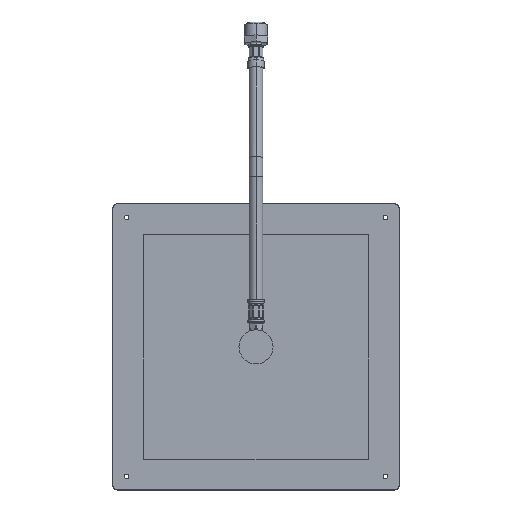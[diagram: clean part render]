
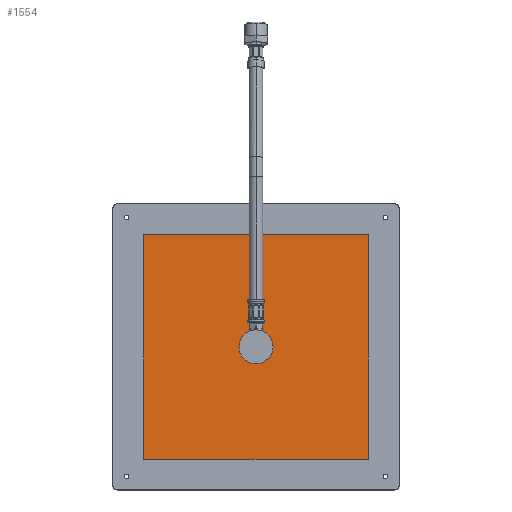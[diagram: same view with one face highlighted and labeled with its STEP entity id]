
A CAD part, top view. The second image highlights one B-rep face of the part: STEP entity #1554.
In plain terms, the highlighted free-form (B-spline) face has degree [1, 1] with [2, 2] control points.
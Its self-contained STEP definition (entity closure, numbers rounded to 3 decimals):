
#470=B_SPLINE_SURFACE_WITH_KNOTS('',1,1,((#39584,#39585),(#39586,#39587)),
 .UNSPECIFIED.,.F.,.F.,.F.,(2,2),(2,2),(0.,4.5),(-660.,-495.),
 .UNSPECIFIED.);
#471=B_SPLINE_SURFACE_WITH_KNOTS('',1,1,((#39588,#39589),(#39590,#39591)),
 .UNSPECIFIED.,.F.,.F.,.F.,(2,2),(2,2),(0.,165.),(0.,165.),
 .UNSPECIFIED.);
#472=B_SPLINE_SURFACE_WITH_KNOTS('',1,1,((#39592,#39593),(#39594,#39595)),
 .UNSPECIFIED.,.F.,.F.,.F.,(2,2),(2,2),(0.,4.5),(-495.,-330.),
 .UNSPECIFIED.);
#473=B_SPLINE_SURFACE_WITH_KNOTS('',1,1,((#39596,#39597),(#39598,#39599)),
 .UNSPECIFIED.,.F.,.F.,.F.,(2,2),(2,2),(0.,4.5),(-330.,-165.),
 .UNSPECIFIED.);
#474=B_SPLINE_SURFACE_WITH_KNOTS('',1,1,((#39600,#39601),(#39602,#39603)),
 .UNSPECIFIED.,.F.,.F.,.F.,(2,2),(2,2),(0.,4.5),(-165.,0.),
 .UNSPECIFIED.);
#1554=ADVANCED_FACE('',(#2107),#471,.T.);
#2107=FACE_OUTER_BOUND('',#2681,.T.);
#2681=EDGE_LOOP('',(#4331,#4332,#4333,#4334));
#4331=ORIENTED_EDGE('',*,*,#13348,.T.);
#4332=ORIENTED_EDGE('',*,*,#13349,.T.);
#4333=ORIENTED_EDGE('',*,*,#13350,.T.);
#4334=ORIENTED_EDGE('',*,*,#13346,.F.);
#7425=PCURVE('',#470,#9593);
#7427=PCURVE('',#471,#9595);
#7428=PCURVE('',#471,#9596);
#7429=PCURVE('',#471,#9597);
#7430=PCURVE('',#471,#9598);
#7433=PCURVE('',#472,#9601);
#7437=PCURVE('',#473,#9605);
#7440=PCURVE('',#474,#9608);
#9593=DEFINITIONAL_REPRESENTATION('',(#15767),#148218);
#9595=DEFINITIONAL_REPRESENTATION('',(#15771),#148218);
#9596=DEFINITIONAL_REPRESENTATION('',(#15773),#148218);
#9597=DEFINITIONAL_REPRESENTATION('',(#15775),#148218);
#9598=DEFINITIONAL_REPRESENTATION('',(#15776),#148218);
#9601=DEFINITIONAL_REPRESENTATION('',(#15779),#148218);
#9605=DEFINITIONAL_REPRESENTATION('',(#15784),#148218);
#9608=DEFINITIONAL_REPRESENTATION('',(#15788),#148218);
#11721=SURFACE_CURVE('',#15766,(#7425,#7430),.PCURVE_S1.);
#11723=SURFACE_CURVE('',#15770,(#7427,#7440),.PCURVE_S1.);
#11724=SURFACE_CURVE('',#15772,(#7428,#7437),.PCURVE_S1.);
#11725=SURFACE_CURVE('',#15774,(#7429,#7433),.PCURVE_S1.);
#13346=EDGE_CURVE('',#17819,#17823,#11721,.T.);
#13348=EDGE_CURVE('',#17819,#17825,#11723,.T.);
#13349=EDGE_CURVE('',#17825,#17824,#11724,.T.);
#13350=EDGE_CURVE('',#17824,#17823,#11725,.T.);
#15766=B_SPLINE_CURVE_WITH_KNOTS('',1,(#39634,#39635),.UNSPECIFIED.,.F.,
 .F.,(2,2),(-660.,-495.),.UNSPECIFIED.);
#15767=B_SPLINE_CURVE_WITH_KNOTS('',1,(#39636,#39637),.UNSPECIFIED.,.F.,
 .F.,(2,2),(-660.,-495.),.UNSPECIFIED.);
#15770=B_SPLINE_CURVE_WITH_KNOTS('',1,(#39642,#39643),.UNSPECIFIED.,.F.,
 .F.,(2,2),(0.,165.),.UNSPECIFIED.);
#15771=B_SPLINE_CURVE_WITH_KNOTS('',1,(#39644,#39645),.UNSPECIFIED.,.F.,
 .F.,(2,2),(0.,165.),.UNSPECIFIED.);
#15772=B_SPLINE_CURVE_WITH_KNOTS('',1,(#39646,#39647),.UNSPECIFIED.,.F.,
 .F.,(2,2),(165.,330.),.UNSPECIFIED.);
#15773=B_SPLINE_CURVE_WITH_KNOTS('',1,(#39648,#39649),.UNSPECIFIED.,.F.,
 .F.,(2,2),(165.,330.),.UNSPECIFIED.);
#15774=B_SPLINE_CURVE_WITH_KNOTS('',1,(#39650,#39651),.UNSPECIFIED.,.F.,
 .F.,(2,2),(330.,495.),.UNSPECIFIED.);
#15775=B_SPLINE_CURVE_WITH_KNOTS('',1,(#39652,#39653),.UNSPECIFIED.,.F.,
 .F.,(2,2),(330.,495.),.UNSPECIFIED.);
#15776=B_SPLINE_CURVE_WITH_KNOTS('',1,(#39654,#39655),.UNSPECIFIED.,.F.,
 .F.,(2,2),(-660.,-495.),.UNSPECIFIED.);
#15779=B_SPLINE_CURVE_WITH_KNOTS('',1,(#39660,#39661),.UNSPECIFIED.,.F.,
 .F.,(2,2),(330.,495.),.UNSPECIFIED.);
#15784=B_SPLINE_CURVE_WITH_KNOTS('',1,(#39670,#39671),.UNSPECIFIED.,.F.,
 .F.,(2,2),(165.,330.),.UNSPECIFIED.);
#15788=B_SPLINE_CURVE_WITH_KNOTS('',1,(#39678,#39679),.UNSPECIFIED.,.F.,
 .F.,(2,2),(0.,165.),.UNSPECIFIED.);
#17819=VERTEX_POINT('',#39605);
#17823=VERTEX_POINT('',#39609);
#17824=VERTEX_POINT('',#39610);
#17825=VERTEX_POINT('',#39611);
#39584=CARTESIAN_POINT('',(710.5,1017.5,0.));
#39585=CARTESIAN_POINT('',(710.5,1182.5,0.));
#39586=CARTESIAN_POINT('',(710.5,1017.5,4.5));
#39587=CARTESIAN_POINT('',(710.5,1182.5,4.5));
#39588=CARTESIAN_POINT('',(710.5,1017.5,4.5));
#39589=CARTESIAN_POINT('',(710.5,1182.5,4.5));
#39590=CARTESIAN_POINT('',(875.5,1017.5,4.5));
#39591=CARTESIAN_POINT('',(875.5,1182.5,4.5));
#39592=CARTESIAN_POINT('',(710.5,1182.5,0.));
#39593=CARTESIAN_POINT('',(875.5,1182.5,0.));
#39594=CARTESIAN_POINT('',(710.5,1182.5,4.5));
#39595=CARTESIAN_POINT('',(875.5,1182.5,4.5));
#39596=CARTESIAN_POINT('',(875.5,1182.5,0.));
#39597=CARTESIAN_POINT('',(875.5,1017.5,0.));
#39598=CARTESIAN_POINT('',(875.5,1182.5,4.5));
#39599=CARTESIAN_POINT('',(875.5,1017.5,4.5));
#39600=CARTESIAN_POINT('',(875.5,1017.5,0.));
#39601=CARTESIAN_POINT('',(710.5,1017.5,0.));
#39602=CARTESIAN_POINT('',(875.5,1017.5,4.5));
#39603=CARTESIAN_POINT('',(710.5,1017.5,4.5));
#39605=CARTESIAN_POINT('',(710.5,1017.5,4.5));
#39609=CARTESIAN_POINT('',(710.5,1182.5,4.5));
#39610=CARTESIAN_POINT('',(875.5,1182.5,4.5));
#39611=CARTESIAN_POINT('',(875.5,1017.5,4.5));
#39634=CARTESIAN_POINT('',(710.5,1017.5,4.5));
#39635=CARTESIAN_POINT('',(710.5,1182.5,4.5));
#39636=CARTESIAN_POINT('',(4.5,-660.));
#39637=CARTESIAN_POINT('',(4.5,-495.));
#39642=CARTESIAN_POINT('',(710.5,1017.5,4.5));
#39643=CARTESIAN_POINT('',(875.5,1017.5,4.5));
#39644=CARTESIAN_POINT('',(0.,0.));
#39645=CARTESIAN_POINT('',(165.,0.));
#39646=CARTESIAN_POINT('',(875.5,1017.5,4.5));
#39647=CARTESIAN_POINT('',(875.5,1182.5,4.5));
#39648=CARTESIAN_POINT('',(165.,0.));
#39649=CARTESIAN_POINT('',(165.,165.));
#39650=CARTESIAN_POINT('',(875.5,1182.5,4.5));
#39651=CARTESIAN_POINT('',(710.5,1182.5,4.5));
#39652=CARTESIAN_POINT('',(165.,165.));
#39653=CARTESIAN_POINT('',(0.,165.));
#39654=CARTESIAN_POINT('',(0.,0.));
#39655=CARTESIAN_POINT('',(0.,165.));
#39660=CARTESIAN_POINT('',(4.5,-330.));
#39661=CARTESIAN_POINT('',(4.5,-495.));
#39670=CARTESIAN_POINT('',(4.5,-165.));
#39671=CARTESIAN_POINT('',(4.5,-330.));
#39678=CARTESIAN_POINT('',(4.5,0.));
#39679=CARTESIAN_POINT('',(4.5,-165.));
#148218=(
GEOMETRIC_REPRESENTATION_CONTEXT(2)
PARAMETRIC_REPRESENTATION_CONTEXT()
REPRESENTATION_CONTEXT('pspace','')
);
